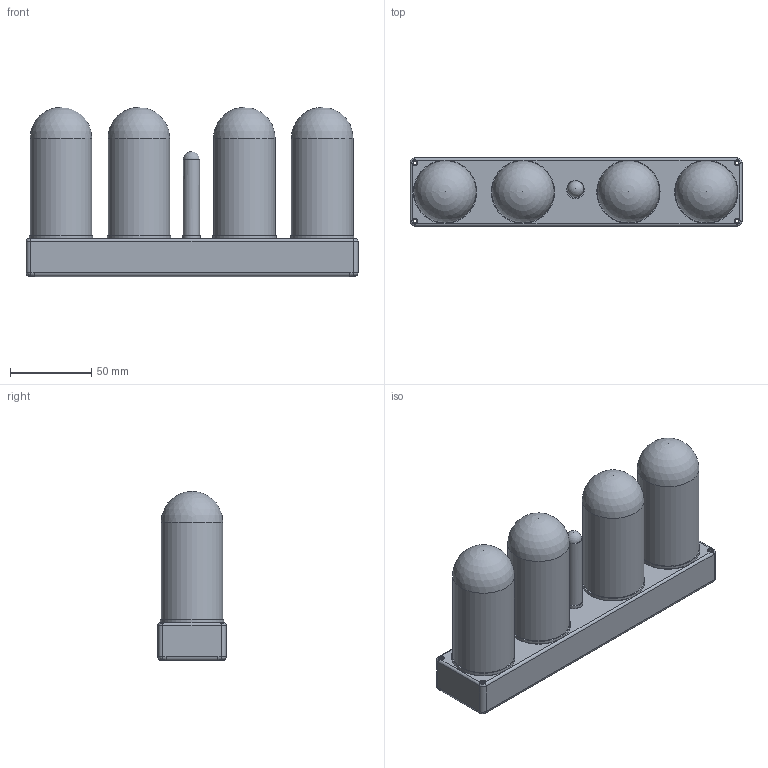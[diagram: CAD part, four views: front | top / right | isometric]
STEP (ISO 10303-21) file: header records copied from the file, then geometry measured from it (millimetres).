
FILE_DESCRIPTION(/* description */ (''),/* implementation_level */ '2;1');
FILE_NAME(/* name */ 'KillerClock_assembled.step',/* time_stamp */ '2025-07-27T19:39:13+05:30',/* author */ (''),/* organization */ (''),/* preprocessor_version */ 'ST-DEVELOPER v20.1',/* originating_system */ 'Autodesk Translation Framework v14.10.0.0',/* authorisation */ '');
FILE_SCHEMA (('AUTOMOTIVE_DESIGN { 1 0 10303 214 3 1 1 }'));
Length unit declared in the file: millimetre
Products named in the file (14): KillerClock; KillerClock 1; R_Axial_DIN0207_L6.3mm_D2.5mm_P10.16mm_Horizontal; PinHeader_1x02_P2.54mm_Horizontal; CP_Radial_D5.0mm_P2.50mm; DIP-24_W7.62mm_Socket; BarrelJack_Horizontal; C_Disc_D5.0mm_W2.5mm_P5.00mm; KillerClock_PCB; PinHeader_2x04_P2.54mm_Horizontal; 1x2; header_2.54_female_2x4pin; KillerClock 1_1; KillerClock_PCB_1
Assembly tree (17 placements, depth 3):
  KillerClock
    KillerClock 1
      R_Axial_DIN0207_L6.3mm_D2.5mm_P10.16mm_Horizontal
      PinHeader_1x02_P2.54mm_Horizontal
      CP_Radial_D5.0mm_P2.50mm
      DIP-24_W7.62mm_Socket
      BarrelJack_Horizontal
      PinHeader_2x04_P2.54mm_Horizontal  x2
      C_Disc_D5.0mm_W2.5mm_P5.00mm
      KillerClock_PCB
    1x2
    header_2.54_female_2x4pin  x4
    KillerClock 1_1
      KillerClock_PCB_1
Bounding box: 204.6 x 42 x 104.3 mm (x, y, z)
Volume: 143798.9 mm3; surface area: 164250.6 mm2
Topology: 68 solids, 69 shells, 2382 faces, 5677 edges, 3604 vertices
Faces by surface type: plane 1763, cylinder 502, cone 72, bspline 18, sphere 16, torus 11
Full cylindrical faces by diameter (mm): 0.5 x6, 0.508 x48, 0.6 x4, 0.8 x30, 1 x70, 1.02 x30, 1.5 x2, 1.524 x24, 1.724 x24, 2 x2, 2.2 x4, 2.25 x13, 2.5 x2, 3.5 x1, 3.7 x4, 4.1 x8, 6.3 x1, 7 x4, 8 x2, 10 x2, 11 x1, 35 x4, 36 x4, 38 x8, 39 x4
Entity records: 54109 total; most frequent: CARTESIAN_POINT 9627, DIRECTION 8951, ORIENTED_EDGE 8446, EDGE_CURVE 4223, LINE 3017, VECTOR 3017, AXIS2_PLACEMENT_3D 2967, VERTEX_POINT 2720
